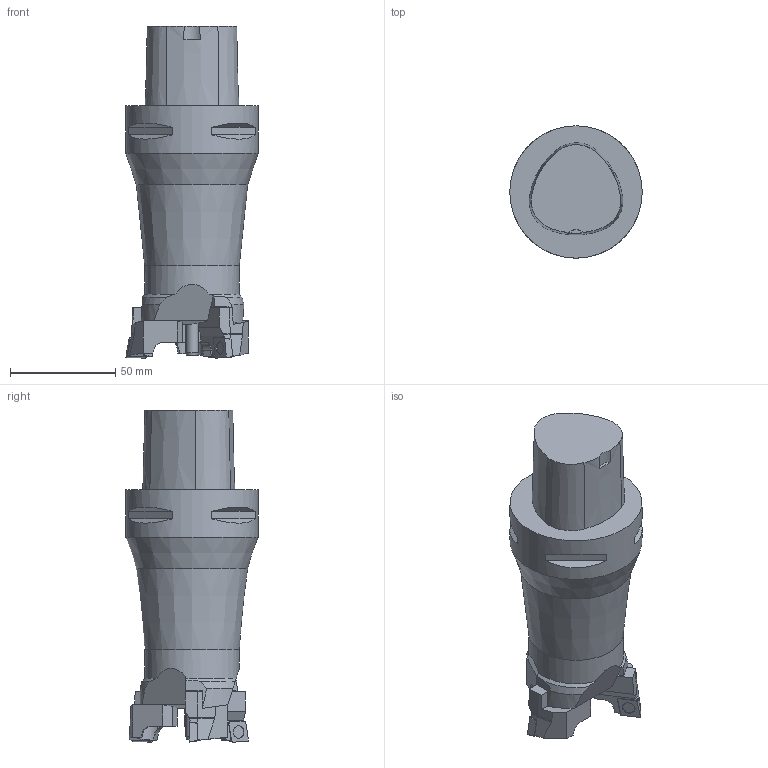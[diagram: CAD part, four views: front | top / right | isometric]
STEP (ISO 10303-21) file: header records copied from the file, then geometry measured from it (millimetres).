
FILE_DESCRIPTION(/* description */ (''),/* implementation_level */ '2;1');
FILE_NAME(/* name */ '1566367356627.stp',/* time_stamp */ '2019-08-21T08:02:43+02:00',/* author */ (''),/* organization */ ('SMS'),/* preprocessor_version */ 'ST-DEVELOPER v16.7',/* originating_system */ 'SIEMENS PLM Software NX 12.0',/* authorisation */ '');
FILE_SCHEMA (('AUTOMOTIVE_DESIGN { 1 0 10303 214 3 1 1 1 }'));
Length unit declared in the file: millimetre
Products named in the file (7): ASSEMBLY_CONSTRUCTION; 200998958mod000_02; 201011629mod000_00; 200955601mod000_01; 201011631mod000_01; 201072053mod000_01
Assembly tree (8 placements, depth 3):
  201072053mod000_01
    200955601mod000_01
    201011631mod000_01  x3
      201011629mod000_00
      200998958mod000_02
      ASSEMBLY_CONSTRUCTION
    ASSEMBLY_CONSTRUCTION
Bounding box: 63 x 63 x 158 mm (x, y, z)
Volume: 291207.3 mm3; surface area: 36798.3 mm2
Topology: 7 solids, 7 shells, 225 faces, 589 edges, 424 vertices
Faces by surface type: plane 134, cone 33, cylinder 31, extrusion 15, torus 12
Full cylindrical faces by diameter (mm): 4.4 x6, 6.008 x1, 45 x1, 63 x1
Entity records: 3895 total; most frequent: CARTESIAN_POINT 825, DIRECTION 611, ORIENTED_EDGE 542, EDGE_CURVE 271, AXIS2_PLACEMENT_3D 223, VERTEX_POINT 185, VECTOR 165, LINE 160
